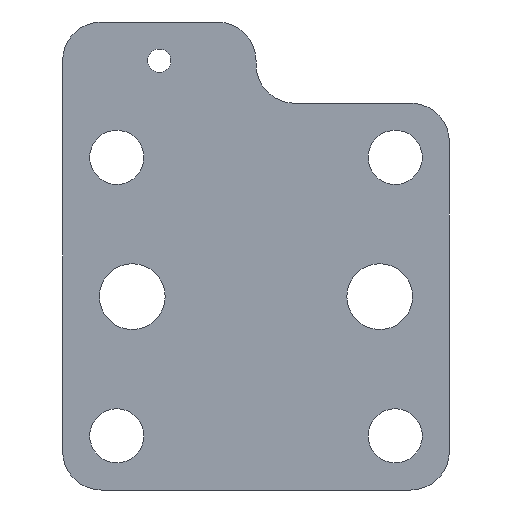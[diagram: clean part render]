
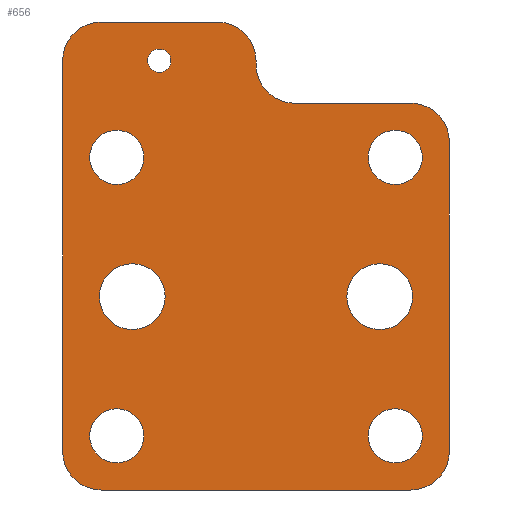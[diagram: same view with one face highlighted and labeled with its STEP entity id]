
A CAD part, front view. The second image highlights one B-rep face of the part: STEP entity #656.
In plain terms, the highlighted planar face has unit normal (0, -1, 0).
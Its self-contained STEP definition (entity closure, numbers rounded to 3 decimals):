
#24 = VERTEX_POINT('',#25);
#25 = CARTESIAN_POINT('',(-25.,-1.,-20.));
#31 = EDGE_CURVE('',#24,#32,#34,.T.);
#32 = VERTEX_POINT('',#33);
#33 = CARTESIAN_POINT('',(-20.,-1.,-25.));
#34 = CIRCLE('',#35,5.);
#35 = AXIS2_PLACEMENT_3D('',#36,#37,#38);
#36 = CARTESIAN_POINT('',(-20.,-1.,-20.));
#37 = DIRECTION('',(0.,-1.,0.));
#38 = DIRECTION('',(1.,0.,0.));
#64 = EDGE_CURVE('',#32,#65,#67,.T.);
#65 = VERTEX_POINT('',#66);
#66 = CARTESIAN_POINT('',(20.,-1.,-25.));
#67 = LINE('',#68,#69);
#68 = CARTESIAN_POINT('',(-20.,-1.,-25.));
#69 = VECTOR('',#70,1.);
#70 = DIRECTION('',(1.,0.,0.));
#95 = EDGE_CURVE('',#65,#96,#98,.T.);
#96 = VERTEX_POINT('',#97);
#97 = CARTESIAN_POINT('',(25.,-1.,-20.));
#98 = CIRCLE('',#99,5.);
#99 = AXIS2_PLACEMENT_3D('',#100,#101,#102);
#100 = CARTESIAN_POINT('',(20.,-1.,-20.));
#101 = DIRECTION('',(0.,-1.,0.));
#102 = DIRECTION('',(1.,0.,0.));
#128 = EDGE_CURVE('',#96,#129,#131,.T.);
#129 = VERTEX_POINT('',#130);
#130 = CARTESIAN_POINT('',(25.,-1.,20.));
#131 = LINE('',#132,#133);
#132 = CARTESIAN_POINT('',(25.,-1.,-20.));
#133 = VECTOR('',#134,1.);
#134 = DIRECTION('',(0.,0.,1.));
#159 = EDGE_CURVE('',#129,#160,#162,.T.);
#160 = VERTEX_POINT('',#161);
#161 = CARTESIAN_POINT('',(20.,-1.,25.));
#162 = CIRCLE('',#163,5.);
#163 = AXIS2_PLACEMENT_3D('',#164,#165,#166);
#164 = CARTESIAN_POINT('',(20.,-1.,20.));
#165 = DIRECTION('',(0.,-1.,0.));
#166 = DIRECTION('',(1.,0.,0.));
#194 = VERTEX_POINT('',#195);
#195 = CARTESIAN_POINT('',(5.,-1.,25.));
#201 = EDGE_CURVE('',#194,#160,#202,.T.);
#202 = LINE('',#203,#204);
#203 = CARTESIAN_POINT('',(5.,-1.,25.));
#204 = VECTOR('',#205,1.);
#205 = DIRECTION('',(1.,0.,0.));
#225 = VERTEX_POINT('',#226);
#226 = CARTESIAN_POINT('',(0.,-1.,30.));
#232 = EDGE_CURVE('',#225,#194,#233,.T.);
#233 = CIRCLE('',#234,5.);
#234 = AXIS2_PLACEMENT_3D('',#235,#236,#237);
#235 = CARTESIAN_POINT('',(5.,-1.,30.));
#236 = DIRECTION('',(0.,-1.,0.));
#237 = DIRECTION('',(1.,0.,0.));
#258 = VERTEX_POINT('',#259);
#259 = CARTESIAN_POINT('',(0.,-1.,30.5));
#265 = EDGE_CURVE('',#258,#225,#266,.T.);
#266 = LINE('',#267,#268);
#267 = CARTESIAN_POINT('',(0.,-1.,30.5));
#268 = VECTOR('',#269,1.);
#269 = DIRECTION('',(0.,0.,-1.));
#287 = EDGE_CURVE('',#258,#288,#290,.T.);
#288 = VERTEX_POINT('',#289);
#289 = CARTESIAN_POINT('',(-5.,-1.,35.5));
#290 = CIRCLE('',#291,5.);
#291 = AXIS2_PLACEMENT_3D('',#292,#293,#294);
#292 = CARTESIAN_POINT('',(-5.,-1.,30.5));
#293 = DIRECTION('',(0.,-1.,0.));
#294 = DIRECTION('',(1.,0.,0.));
#322 = VERTEX_POINT('',#323);
#323 = CARTESIAN_POINT('',(-20.,-1.,35.5));
#329 = EDGE_CURVE('',#322,#288,#330,.T.);
#330 = LINE('',#331,#332);
#331 = CARTESIAN_POINT('',(-20.,-1.,35.5));
#332 = VECTOR('',#333,1.);
#333 = DIRECTION('',(1.,0.,0.));
#351 = EDGE_CURVE('',#322,#352,#354,.T.);
#352 = VERTEX_POINT('',#353);
#353 = CARTESIAN_POINT('',(-25.,-1.,30.5));
#354 = CIRCLE('',#355,5.);
#355 = AXIS2_PLACEMENT_3D('',#356,#357,#358);
#356 = CARTESIAN_POINT('',(-20.,-1.,30.5));
#357 = DIRECTION('',(0.,-1.,0.));
#358 = DIRECTION('',(1.,0.,0.));
#486 = VERTEX_POINT('',#487);
#487 = CARTESIAN_POINT('',(20.25,-1.,0.));
#493 = EDGE_CURVE('',#486,#486,#494,.T.);
#494 = CIRCLE('',#495,4.25);
#495 = AXIS2_PLACEMENT_3D('',#496,#497,#498);
#496 = CARTESIAN_POINT('',(16.,-1.,0.));
#497 = DIRECTION('',(0.,-1.,0.));
#498 = DIRECTION('',(1.,0.,0.));
#511 = VERTEX_POINT('',#512);
#512 = CARTESIAN_POINT('',(-11.75,-1.,0.));
#518 = EDGE_CURVE('',#511,#511,#519,.T.);
#519 = CIRCLE('',#520,4.25);
#520 = AXIS2_PLACEMENT_3D('',#521,#522,#523);
#521 = CARTESIAN_POINT('',(-16.,-1.,0.));
#522 = DIRECTION('',(0.,-1.,0.));
#523 = DIRECTION('',(1.,0.,0.));
#536 = VERTEX_POINT('',#537);
#537 = CARTESIAN_POINT('',(21.5,-1.,18.));
#543 = EDGE_CURVE('',#536,#536,#544,.T.);
#544 = CIRCLE('',#545,3.5);
#545 = AXIS2_PLACEMENT_3D('',#546,#547,#548);
#546 = CARTESIAN_POINT('',(18.,-1.,18.));
#547 = DIRECTION('',(0.,-1.,0.));
#548 = DIRECTION('',(1.,0.,0.));
#561 = VERTEX_POINT('',#562);
#562 = CARTESIAN_POINT('',(21.5,-1.,-18.));
#568 = EDGE_CURVE('',#561,#561,#569,.T.);
#569 = CIRCLE('',#570,3.5);
#570 = AXIS2_PLACEMENT_3D('',#571,#572,#573);
#571 = CARTESIAN_POINT('',(18.,-1.,-18.));
#572 = DIRECTION('',(0.,-1.,0.));
#573 = DIRECTION('',(1.,0.,0.));
#586 = VERTEX_POINT('',#587);
#587 = CARTESIAN_POINT('',(-14.499,-1.,-17.999));
#593 = EDGE_CURVE('',#586,#586,#594,.T.);
#594 = CIRCLE('',#595,3.5);
#595 = AXIS2_PLACEMENT_3D('',#596,#597,#598);
#596 = CARTESIAN_POINT('',(-17.999,-1.,-17.999));
#597 = DIRECTION('',(0.,-1.,0.));
#598 = DIRECTION('',(1.,0.,0.));
#611 = VERTEX_POINT('',#612);
#612 = CARTESIAN_POINT('',(-14.5,-1.,18.));
#618 = EDGE_CURVE('',#611,#611,#619,.T.);
#619 = CIRCLE('',#620,3.5);
#620 = AXIS2_PLACEMENT_3D('',#621,#622,#623);
#621 = CARTESIAN_POINT('',(-18.,-1.,18.));
#622 = DIRECTION('',(0.,-1.,0.));
#623 = DIRECTION('',(1.,0.,0.));
#636 = VERTEX_POINT('',#637);
#637 = CARTESIAN_POINT('',(-11.,-1.,30.5));
#643 = EDGE_CURVE('',#636,#636,#644,.T.);
#644 = CIRCLE('',#645,1.5);
#645 = AXIS2_PLACEMENT_3D('',#646,#647,#648);
#646 = CARTESIAN_POINT('',(-12.5,-1.,30.5));
#647 = DIRECTION('',(0.,-1.,0.));
#648 = DIRECTION('',(1.,0.,0.));
#656 = ADVANCED_FACE('',(#657,#676,#679,#682,#685,#688,#691,#694),#697,
  .F.);
#657 = FACE_BOUND('',#658,.T.);
#658 = EDGE_LOOP('',(#659,#660,#661,#662,#663,#664,#665,#666,#667,#668,
    #669,#670));
#659 = ORIENTED_EDGE('',*,*,#31,.T.);
#660 = ORIENTED_EDGE('',*,*,#64,.T.);
#661 = ORIENTED_EDGE('',*,*,#95,.T.);
#662 = ORIENTED_EDGE('',*,*,#128,.T.);
#663 = ORIENTED_EDGE('',*,*,#159,.T.);
#664 = ORIENTED_EDGE('',*,*,#201,.F.);
#665 = ORIENTED_EDGE('',*,*,#232,.F.);
#666 = ORIENTED_EDGE('',*,*,#265,.F.);
#667 = ORIENTED_EDGE('',*,*,#287,.T.);
#668 = ORIENTED_EDGE('',*,*,#329,.F.);
#669 = ORIENTED_EDGE('',*,*,#351,.T.);
#670 = ORIENTED_EDGE('',*,*,#671,.F.);
#671 = EDGE_CURVE('',#24,#352,#672,.T.);
#672 = LINE('',#673,#674);
#673 = CARTESIAN_POINT('',(-25.,-1.,20.));
#674 = VECTOR('',#675,1.);
#675 = DIRECTION('',(0.,0.,1.));
#676 = FACE_BOUND('',#677,.F.);
#677 = EDGE_LOOP('',(#678));
#678 = ORIENTED_EDGE('',*,*,#493,.T.);
#679 = FACE_BOUND('',#680,.F.);
#680 = EDGE_LOOP('',(#681));
#681 = ORIENTED_EDGE('',*,*,#518,.T.);
#682 = FACE_BOUND('',#683,.F.);
#683 = EDGE_LOOP('',(#684));
#684 = ORIENTED_EDGE('',*,*,#543,.T.);
#685 = FACE_BOUND('',#686,.F.);
#686 = EDGE_LOOP('',(#687));
#687 = ORIENTED_EDGE('',*,*,#568,.T.);
#688 = FACE_BOUND('',#689,.F.);
#689 = EDGE_LOOP('',(#690));
#690 = ORIENTED_EDGE('',*,*,#593,.T.);
#691 = FACE_BOUND('',#692,.F.);
#692 = EDGE_LOOP('',(#693));
#693 = ORIENTED_EDGE('',*,*,#618,.T.);
#694 = FACE_BOUND('',#695,.F.);
#695 = EDGE_LOOP('',(#696));
#696 = ORIENTED_EDGE('',*,*,#643,.T.);
#697 = PLANE('',#698);
#698 = AXIS2_PLACEMENT_3D('',#699,#700,#701);
#699 = CARTESIAN_POINT('',(-1.083,-1.,2.939));
#700 = DIRECTION('',(0.,1.,0.));
#701 = DIRECTION('',(0.,0.,1.));
